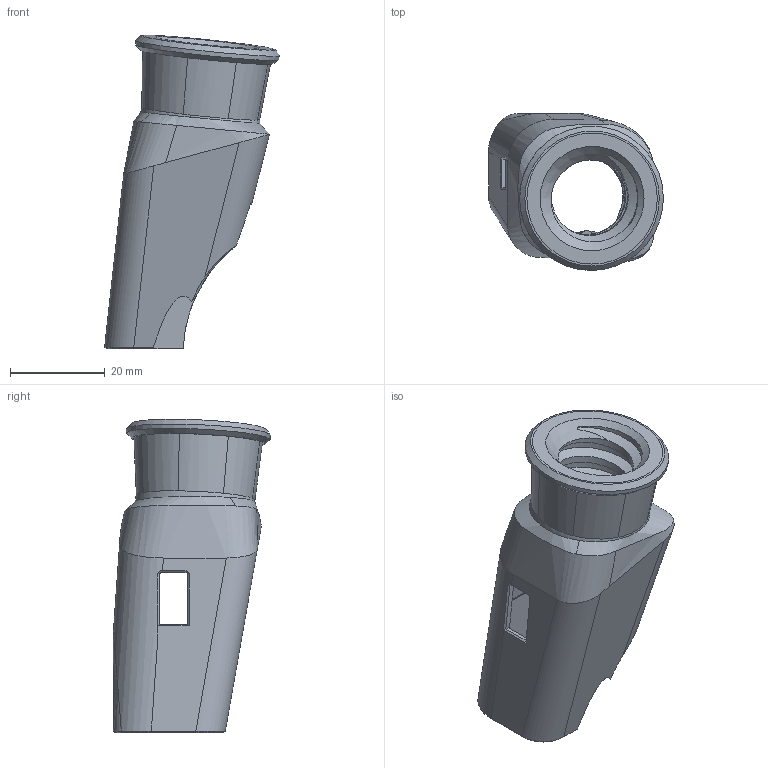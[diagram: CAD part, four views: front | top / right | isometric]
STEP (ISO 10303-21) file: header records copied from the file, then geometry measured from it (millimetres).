
FILE_DESCRIPTION(/* description */ (''),/* implementation_level */ '2;1');
FILE_NAME(/* name */ 'fan_to_hose_adapter_18mm.step',/* time_stamp */ '2025-07-24T19:53:42+03:00',/* author */ (''),/* organization */ (''),/* preprocessor_version */ 'ST-DEVELOPER v20.1',/* originating_system */ 'Autodesk Translation Framework v14.10.0.0',/* authorisation */ '');
FILE_SCHEMA (('AUTOMOTIVE_DESIGN { 1 0 10303 214 3 1 1 }'));
Length unit declared in the file: millimetre
Products named in the file (1): fan_to_hose_adapter_18mm_nidec_black^Copy of 装配002_voro
n 小书包  sfs  带fan 低成本涡轮套件_
默认.STEP_默认
Bounding box: 36.81 x 33.14 x 66.04 mm (x, y, z)
Volume: 10266 mm3; surface area: 10009.8 mm2
Topology: 1 solids, 1 shells, 106 faces, 288 edges, 182 vertices
Faces by surface type: bspline 43, plane 36, cylinder 18, cone 7, torus 2
Full cylindrical faces by diameter (mm): 16 x1, 20.053 x1
Entity records: 9807 total; most frequent: CARTESIAN_POINT 7444, ORIENTED_EDGE 576, DIRECTION 340, EDGE_CURVE 288, VERTEX_POINT 182, LINE 126, VECTOR 126, B_SPLINE_CURVE_WITH_KNOTS 117
